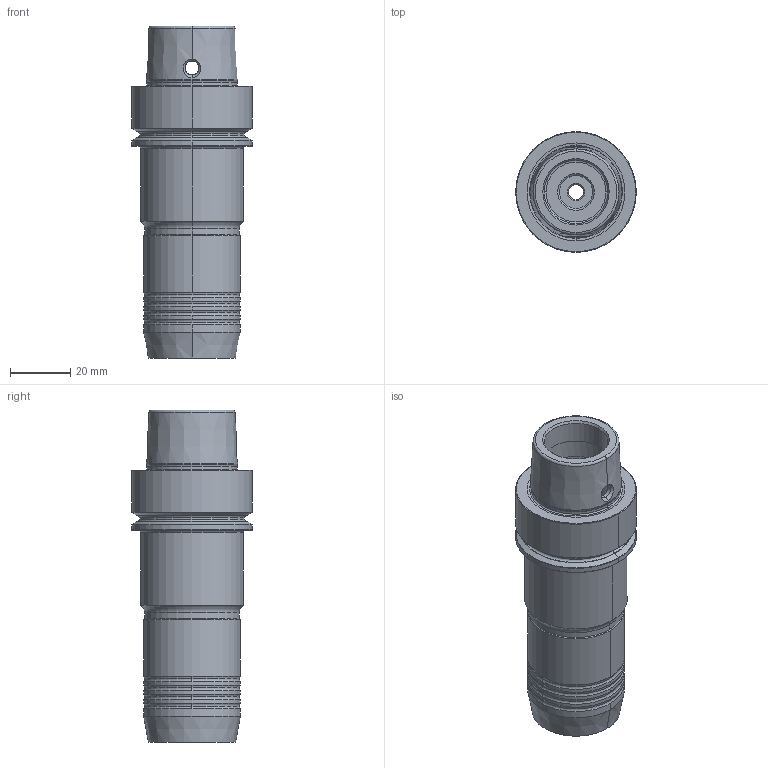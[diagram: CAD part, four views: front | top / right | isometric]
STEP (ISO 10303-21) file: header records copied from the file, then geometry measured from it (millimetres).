
FILE_DESCRIPTION (( 'STEP AP214' ), '1' );
FILE_NAME ('77.E40.012 x=90_step.STEP', '2022-04-12T10:34:14', ( '' ), ( '' ), 'SwSTEP 2.0', 'SolidWorks 2018', '' );
FILE_SCHEMA (( 'AUTOMOTIVE_DESIGN' ));
Length unit declared in the file: millimetre
Products named in the file (1): 77.E40.012 x=90_step
Bounding box: 39.95 x 39.95 x 109.9 mm (x, y, z)
Volume: 77028.2 mm3; surface area: 18725.4 mm2
Topology: 1 solids, 1 shells, 135 faces, 301 edges, 171 vertices
Faces by surface type: torus 52, cylinder 41, cone 30, plane 12
Entity records: 4264 total; most frequent: CARTESIAN_POINT 877, DIRECTION 767, ORIENTED_EDGE 598, AXIS2_PLACEMENT_3D 345, EDGE_CURVE 299, CIRCLE 209, VERTEX_POINT 171, EDGE_LOOP 146
